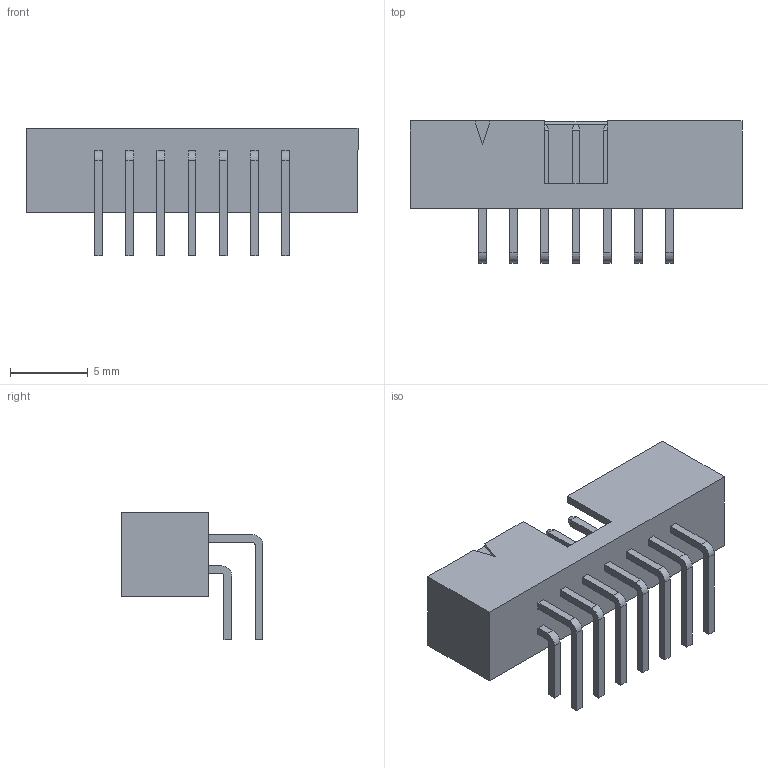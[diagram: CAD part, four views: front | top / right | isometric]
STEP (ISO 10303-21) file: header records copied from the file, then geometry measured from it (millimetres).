
FILE_DESCRIPTION((''),'2;1');
FILE_NAME('SULLINS_SBH21-NBPN-D07-RA-BK.stp','2014-11-20T16:30:15',(''),(''),'Mechanical Desktop 2011','Mechanical Desktop 2011',', , ');
FILE_SCHEMA(('AUTOMOTIVE_DESIGN { 1 2 10303 214 1 1 1 1 }'));
Length unit declared in the file: millimetre
Products named in the file (1): Product
Bounding box: 21.3 x 9.1 x 8.2 mm (x, y, z)
Volume: 316.7 mm3; surface area: 1021.1 mm2
Topology: 29 solids, 29 shells, 301 faces, 670 edges, 427 vertices
Faces by surface type: plane 203, bspline 84, cylinder 14
Entity records: 8341 total; most frequent: CARTESIAN_POINT 1847, ORIENTED_EDGE 1340, DIRECTION 1162, EDGE_CURVE 670, VECTOR 614, LINE 614, VERTEX_POINT 427, EDGE_LOOP 301
